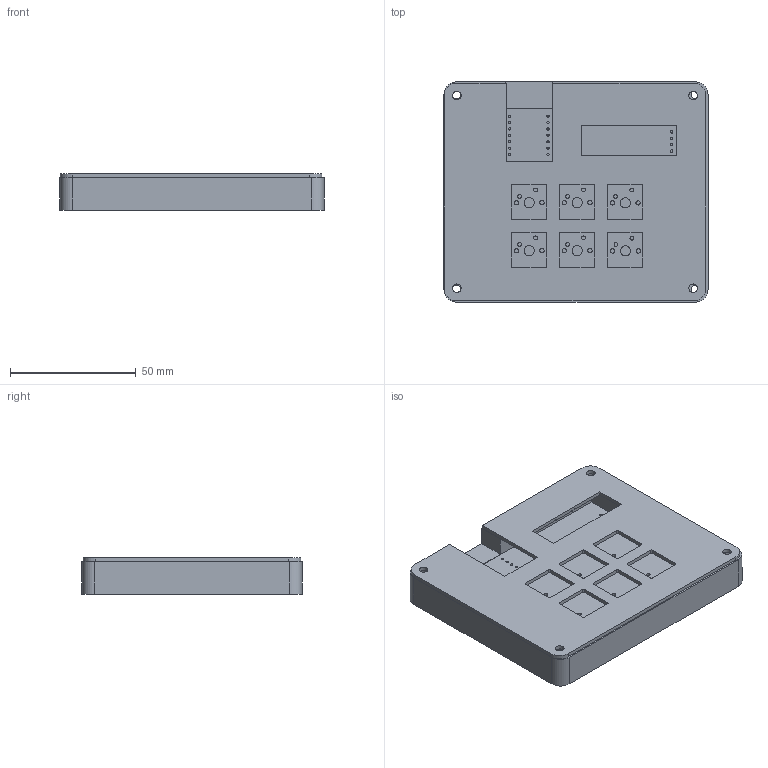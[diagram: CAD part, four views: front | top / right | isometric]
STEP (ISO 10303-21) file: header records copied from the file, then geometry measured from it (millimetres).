
FILE_DESCRIPTION(/* description */ (''),/* implementation_level */ '2;1');
FILE_NAME(/* name */ 'Full Macropad.step',/* time_stamp */ '2026-01-04T09:33:45-05:00',/* author */ (''),/* organization */ (''),/* preprocessor_version */ 'ST-DEVELOPER v20.1',/* originating_system */ 'Autodesk Translation Framework v14.21.0.0',/* authorisation */ '');
FILE_SCHEMA (('AUTOMOTIVE_DESIGN { 1 0 10303 214 3 1 1 }'));
Length unit declared in the file: millimetre
Products named in the file (5): 2026-01-03-23-51-43-601; 2026-01-04-04-55-57-178; 2026-01-04-04-55-57-179; 2026-01-03-20-05-11-421; 2026-01-03-21-25-27-709
Assembly tree (4 placements, depth 3):
  2026-01-03-23-51-43-601
    2026-01-04-04-55-57-178
      2026-01-04-04-55-57-179
    2026-01-03-20-05-11-421
    2026-01-03-21-25-27-709
Bounding box: 104.9 x 87.5 x 14.5 mm (x, y, z)
Volume: 77875.8 mm3; surface area: 53267.6 mm2
Topology: 3 solids, 3 shells, 489 faces, 1377 edges, 918 vertices
Faces by surface type: bspline 213, plane 184, cylinder 92
Full cylindrical faces by diameter (mm): 0.889 x14, 1 x4, 1.5 x12, 1.7 x12, 3.4 x8, 4 x6, 6 x4
Entity records: 18161 total; most frequent: CARTESIAN_POINT 6414, ORIENTED_EDGE 2754, DIRECTION 1705, EDGE_CURVE 1377, VERTEX_POINT 918, LINE 767, VECTOR 767, EDGE_LOOP 639
